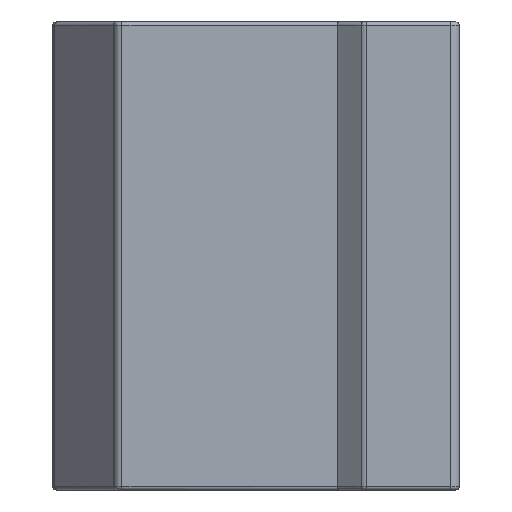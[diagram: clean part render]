
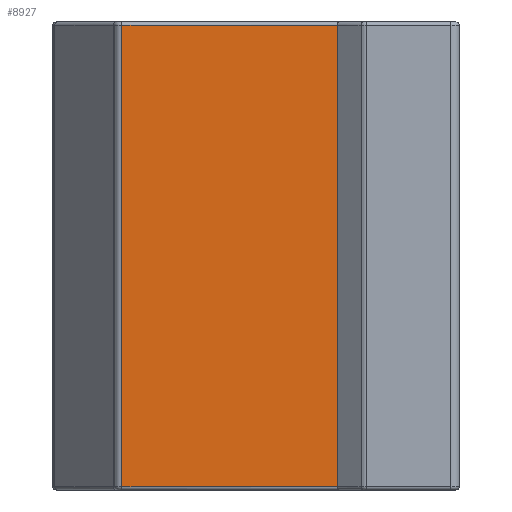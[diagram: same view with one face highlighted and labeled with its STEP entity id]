
A CAD part, left-side view. The second image highlights one B-rep face of the part: STEP entity #8927.
In plain terms, the highlighted planar face has unit normal (-1, 0, 0).
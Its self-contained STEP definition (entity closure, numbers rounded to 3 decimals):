
#1597=LINE('',#15882,#2302);
#1604=LINE('',#15915,#2309);
#1605=LINE('',#15919,#2310);
#1606=LINE('',#15920,#2311);
#2302=VECTOR('',#10838,10.);
#2309=VECTOR('',#10879,10.);
#2310=VECTOR('',#10884,10.);
#2311=VECTOR('',#10885,10.);
#2690=PLANE('',#9420);
#3118=FACE_OUTER_BOUND('',#3651,.T.);
#3651=EDGE_LOOP('',(#8154,#8155,#8156,#8157));
#4662=VERTEX_POINT('',#15877);
#4663=VERTEX_POINT('',#15881);
#4672=VERTEX_POINT('',#15914);
#4673=VERTEX_POINT('',#15918);
#5835=EDGE_CURVE('',#4663,#4662,#1597,.T.);
#5851=EDGE_CURVE('',#4662,#4672,#1604,.T.);
#5853=EDGE_CURVE('',#4663,#4673,#1605,.T.);
#5854=EDGE_CURVE('',#4672,#4673,#1606,.T.);
#8154=ORIENTED_EDGE('',*,*,#5835,.F.);
#8155=ORIENTED_EDGE('',*,*,#5853,.T.);
#8156=ORIENTED_EDGE('',*,*,#5854,.F.);
#8157=ORIENTED_EDGE('',*,*,#5851,.F.);
#8927=ADVANCED_FACE('',(#3118),#2690,.T.);
#9420=AXIS2_PLACEMENT_3D('',#15917,#10882,#10883);
#10838=DIRECTION('',(0.,1.,0.));
#10879=DIRECTION('',(0.,0.,1.));
#10882=DIRECTION('center_axis',(-1.,0.,0.));
#10883=DIRECTION('ref_axis',(0.,-1.,0.));
#10884=DIRECTION('',(0.,0.,1.));
#10885=DIRECTION('',(0.,-1.,0.));
#15877=CARTESIAN_POINT('',(-23.,31.7,0.3));
#15881=CARTESIAN_POINT('',(-23.,11.444,0.3));
#15882=CARTESIAN_POINT('',(-23.,24.691,0.3));
#15914=CARTESIAN_POINT('',(-23.,31.7,43.7));
#15915=CARTESIAN_POINT('',(-23.,31.7,0.));
#15917=CARTESIAN_POINT('Origin',(-23.,32.5,0.));
#15918=CARTESIAN_POINT('',(-23.,11.444,43.7));
#15919=CARTESIAN_POINT('',(-23.,11.444,0.));
#15920=CARTESIAN_POINT('',(-23.,24.691,43.7));
